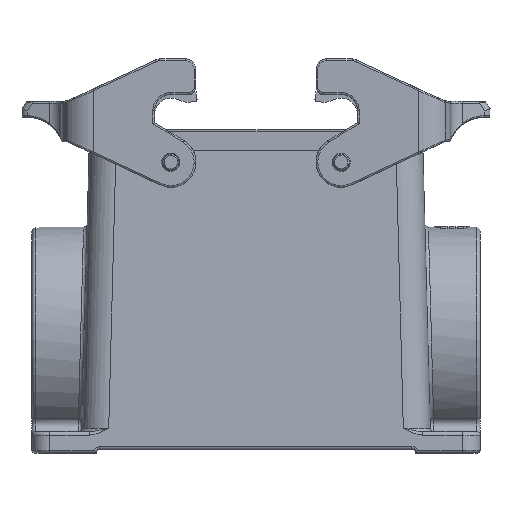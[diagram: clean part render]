
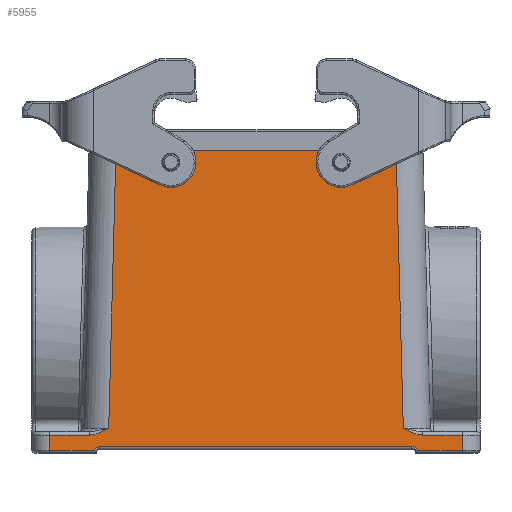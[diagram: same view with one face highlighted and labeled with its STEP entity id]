
A CAD part, front view. The second image highlights one B-rep face of the part: STEP entity #5955.
In plain terms, the highlighted planar face has unit normal (0, -1, 0.027).
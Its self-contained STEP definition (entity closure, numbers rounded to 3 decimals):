
#4817=FACE_OUTER_BOUND('',#7623,.T.);
#5712=ELLIPSE('',#25099,3.501,3.5);
#5713=ELLIPSE('',#25100,1.801,1.8);
#5714=ELLIPSE('',#25101,1.801,1.8);
#5715=ELLIPSE('',#25102,3.501,3.5);
#5955=ADVANCED_FACE('',(#4817),#6926,.F.);
#6926=PLANE('',#25103);
#7623=EDGE_LOOP('',(#8854,#8855,#8856,#8857,#8858,#8859,#8860,#8861,#8862,
#8863,#8864,#8865,#8866,#8867,#8868,#8869,#8870,#8871));
#8854=ORIENTED_EDGE('',*,*,#15036,.T.);
#8855=ORIENTED_EDGE('',*,*,#15037,.T.);
#8856=ORIENTED_EDGE('',*,*,#15038,.T.);
#8857=ORIENTED_EDGE('',*,*,#15039,.T.);
#8858=ORIENTED_EDGE('',*,*,#15040,.T.);
#8859=ORIENTED_EDGE('',*,*,#15041,.T.);
#8860=ORIENTED_EDGE('',*,*,#15042,.T.);
#8861=ORIENTED_EDGE('',*,*,#15043,.T.);
#8862=ORIENTED_EDGE('',*,*,#15044,.T.);
#8863=ORIENTED_EDGE('',*,*,#15045,.T.);
#8864=ORIENTED_EDGE('',*,*,#15046,.T.);
#8865=ORIENTED_EDGE('',*,*,#15047,.T.);
#8866=ORIENTED_EDGE('',*,*,#15048,.T.);
#8867=ORIENTED_EDGE('',*,*,#15049,.T.);
#8868=ORIENTED_EDGE('',*,*,#15050,.T.);
#8869=ORIENTED_EDGE('',*,*,#15051,.T.);
#8870=ORIENTED_EDGE('',*,*,#15052,.T.);
#8871=ORIENTED_EDGE('',*,*,#15053,.T.);
#13546=VERTEX_POINT('',#34108);
#13547=VERTEX_POINT('',#34109);
#13548=VERTEX_POINT('',#34111);
#13549=VERTEX_POINT('',#34113);
#13550=VERTEX_POINT('',#34115);
#13551=VERTEX_POINT('',#34122);
#13552=VERTEX_POINT('',#34124);
#13553=VERTEX_POINT('',#34126);
#13554=VERTEX_POINT('',#34128);
#13555=VERTEX_POINT('',#34130);
#13556=VERTEX_POINT('',#34132);
#13557=VERTEX_POINT('',#34134);
#13558=VERTEX_POINT('',#34136);
#13559=VERTEX_POINT('',#34138);
#13560=VERTEX_POINT('',#34140);
#13561=VERTEX_POINT('',#34147);
#13562=VERTEX_POINT('',#34149);
#13563=VERTEX_POINT('',#34151);
#15036=EDGE_CURVE('',#13546,#13547,#20348,.T.);
#15037=EDGE_CURVE('',#13547,#13548,#5712,.T.);
#15038=EDGE_CURVE('',#13548,#13549,#20349,.T.);
#15039=EDGE_CURVE('',#13549,#13550,#20350,.T.);
#15040=EDGE_CURVE('',#13550,#13551,#18339,.T.);
#15041=EDGE_CURVE('',#13551,#13552,#20351,.T.);
#15042=EDGE_CURVE('',#13552,#13553,#20352,.T.);
#15043=EDGE_CURVE('',#13553,#13554,#20353,.T.);
#15044=EDGE_CURVE('',#13554,#13555,#5713,.T.);
#15045=EDGE_CURVE('',#13555,#13556,#20354,.T.);
#15046=EDGE_CURVE('',#13556,#13557,#5714,.T.);
#15047=EDGE_CURVE('',#13557,#13558,#20355,.T.);
#15048=EDGE_CURVE('',#13558,#13559,#20356,.T.);
#15049=EDGE_CURVE('',#13559,#13560,#20357,.T.);
#15050=EDGE_CURVE('',#13560,#13561,#18340,.T.);
#15051=EDGE_CURVE('',#13561,#13562,#20358,.T.);
#15052=EDGE_CURVE('',#13562,#13563,#20359,.T.);
#15053=EDGE_CURVE('',#13563,#13546,#5715,.T.);
#18339=B_SPLINE_CURVE_WITH_KNOTS('',3,(#34116,#34117,#34118,#34119,#34120,
#34121),.UNSPECIFIED.,.F.,.F.,(4,2,4),(0.,0.5,1.),.UNSPECIFIED.);
#18340=B_SPLINE_CURVE_WITH_KNOTS('',3,(#34141,#34142,#34143,#34144,#34145,
#34146),.UNSPECIFIED.,.F.,.F.,(4,2,4),(0.,0.5,1.),.UNSPECIFIED.);
#20348=LINE('',#34107,#21733);
#20349=LINE('',#34112,#21734);
#20350=LINE('',#34114,#21735);
#20351=LINE('',#34123,#21736);
#20352=LINE('',#34125,#21737);
#20353=LINE('',#34127,#21738);
#20354=LINE('',#34131,#21739);
#20355=LINE('',#34135,#21740);
#20356=LINE('',#34137,#21741);
#20357=LINE('',#34139,#21742);
#20358=LINE('',#34148,#21743);
#20359=LINE('',#34150,#21744);
#21733=VECTOR('',#27054,1.);
#21734=VECTOR('',#27057,1.);
#21735=VECTOR('',#27058,1.);
#21736=VECTOR('',#27059,1.);
#21737=VECTOR('',#27060,1.);
#21738=VECTOR('',#27061,1.);
#21739=VECTOR('',#27064,1.);
#21740=VECTOR('',#27067,1.);
#21741=VECTOR('',#27068,1.);
#21742=VECTOR('',#27069,1.);
#21743=VECTOR('',#27070,1.);
#21744=VECTOR('',#27071,1.);
#25099=AXIS2_PLACEMENT_3D('',#34110,#27055,#27056);
#25100=AXIS2_PLACEMENT_3D('',#34129,#27062,#27063);
#25101=AXIS2_PLACEMENT_3D('',#34133,#27065,#27066);
#25102=AXIS2_PLACEMENT_3D('',#34152,#27072,#27073);
#25103=AXIS2_PLACEMENT_3D('',#34153,#27074,#27075);
#27054=DIRECTION('',(-1.,0.,0.));
#27055=DIRECTION('',(0.,1.,-0.027));
#27056=DIRECTION('',(0.,0.027,1.));
#27057=DIRECTION('',(-1.,0.,0.));
#27058=DIRECTION('',(-0.026,-0.027,-0.999));
#27059=DIRECTION('',(-1.,0.,0.));
#27060=DIRECTION('',(0.,-0.027,-1.));
#27061=DIRECTION('',(1.,0.,0.));
#27062=DIRECTION('',(0.,1.,-0.027));
#27063=DIRECTION('',(0.,0.027,1.));
#27064=DIRECTION('',(1.,0.,0.));
#27065=DIRECTION('',(0.,1.,-0.027));
#27066=DIRECTION('',(0.,0.027,1.));
#27067=DIRECTION('',(1.,0.,0.));
#27068=DIRECTION('',(0.,0.027,1.));
#27069=DIRECTION('',(-1.,0.,0.));
#27070=DIRECTION('',(-0.026,0.027,0.999));
#27071=DIRECTION('',(-1.,0.,0.));
#27072=DIRECTION('',(0.,1.,-0.027));
#27073=DIRECTION('',(0.,0.027,1.));
#27074=DIRECTION('',(0.,1.,-0.027));
#27075=DIRECTION('',(0.,0.027,1.));
#34107=CARTESIAN_POINT('',(62.5,-41.25,5.7));
#34108=CARTESIAN_POINT('',(22.224,-41.25,5.7));
#34109=CARTESIAN_POINT('',(-22.224,-41.25,5.7));
#34110=CARTESIAN_POINT('',(-23.75,-41.334,2.55));
#34111=CARTESIAN_POINT('',(-25.276,-41.25,5.7));
#34112=CARTESIAN_POINT('',(62.5,-41.25,5.7));
#34113=CARTESIAN_POINT('',(-39.053,-41.25,5.7));
#34114=CARTESIAN_POINT('',(-38.983,-41.179,8.356));
#34115=CARTESIAN_POINT('',(-41.076,-43.314,-71.577));
#34116=CARTESIAN_POINT('',(-41.076,-43.314,-71.577));
#34117=CARTESIAN_POINT('',(-41.919,-43.326,-72.044));
#34118=CARTESIAN_POINT('',(-42.779,-43.339,-72.516));
#34119=CARTESIAN_POINT('',(-44.571,-43.358,-73.25));
#34120=CARTESIAN_POINT('',(-45.513,-43.366,-73.523));
#34121=CARTESIAN_POINT('',(-46.49,-43.366,-73.523));
#34122=CARTESIAN_POINT('',(-46.49,-43.366,-73.523));
#34123=CARTESIAN_POINT('',(62.5,-43.366,-73.523));
#34124=CARTESIAN_POINT('',(-57.5,-43.366,-73.523));
#34125=CARTESIAN_POINT('',(-57.5,-41.25,5.7));
#34126=CARTESIAN_POINT('',(-57.5,-43.478,-77.729));
#34127=CARTESIAN_POINT('',(62.5,-43.478,-77.729));
#34128=CARTESIAN_POINT('',(-45.112,-43.478,-77.729));
#34129=CARTESIAN_POINT('',(-43.5,-43.499,-78.529));
#34130=CARTESIAN_POINT('',(-43.5,-43.451,-76.729));
#34131=CARTESIAN_POINT('',(43.5,-43.451,-76.729));
#34132=CARTESIAN_POINT('',(43.5,-43.451,-76.729));
#34133=CARTESIAN_POINT('',(43.5,-43.499,-78.529));
#34134=CARTESIAN_POINT('',(45.112,-43.478,-77.729));
#34135=CARTESIAN_POINT('',(62.5,-43.478,-77.729));
#34136=CARTESIAN_POINT('',(57.5,-43.478,-77.729));
#34137=CARTESIAN_POINT('',(57.5,-43.34,-72.55));
#34138=CARTESIAN_POINT('',(57.5,-43.366,-73.523));
#34139=CARTESIAN_POINT('',(41.102,-43.366,-73.523));
#34140=CARTESIAN_POINT('',(46.49,-43.366,-73.523));
#34141=CARTESIAN_POINT('',(46.49,-43.366,-73.523));
#34142=CARTESIAN_POINT('',(45.513,-43.366,-73.523));
#34143=CARTESIAN_POINT('',(44.571,-43.358,-73.25));
#34144=CARTESIAN_POINT('',(42.779,-43.339,-72.516));
#34145=CARTESIAN_POINT('',(41.919,-43.326,-72.044));
#34146=CARTESIAN_POINT('',(41.076,-43.314,-71.577));
#34147=CARTESIAN_POINT('',(41.076,-43.314,-71.577));
#34148=CARTESIAN_POINT('',(39.058,-41.255,5.504));
#34149=CARTESIAN_POINT('',(39.053,-41.25,5.7));
#34150=CARTESIAN_POINT('',(62.5,-41.25,5.7));
#34151=CARTESIAN_POINT('',(25.276,-41.25,5.7));
#34152=CARTESIAN_POINT('',(23.75,-41.334,2.55));
#34153=CARTESIAN_POINT('',(62.5,-41.25,5.7));
